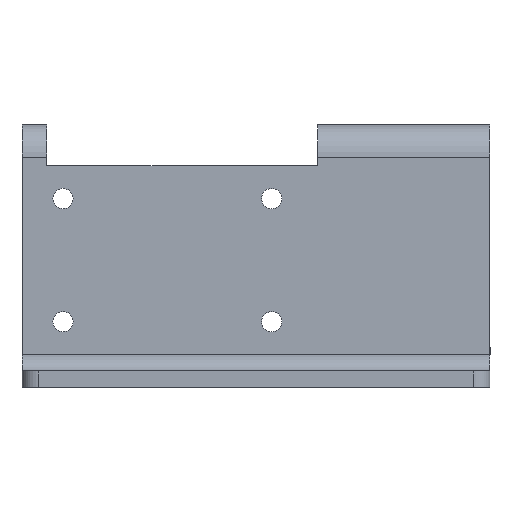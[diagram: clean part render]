
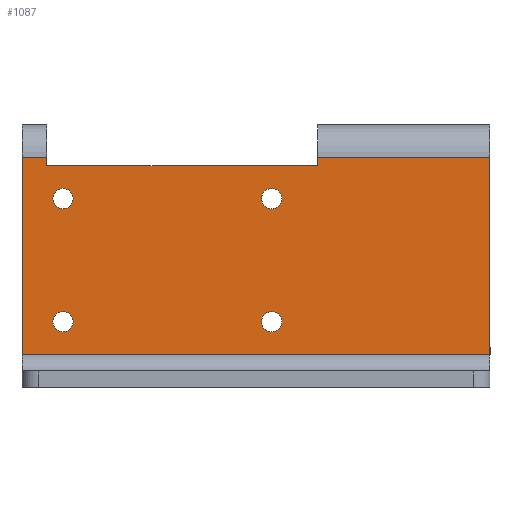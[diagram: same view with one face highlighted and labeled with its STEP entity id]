
A CAD part, left-side view. The second image highlights one B-rep face of the part: STEP entity #1087.
In plain terms, the highlighted planar face has unit normal (-1, 0, 0).
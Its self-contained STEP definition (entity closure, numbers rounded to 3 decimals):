
#21=FACE_BOUND('',#166,.T.);
#22=FACE_BOUND('',#167,.T.);
#23=FACE_BOUND('',#168,.T.);
#24=FACE_BOUND('',#169,.T.);
#47=PLANE('',#1216);
#99=FACE_OUTER_BOUND('',#165,.T.);
#165=EDGE_LOOP('',(#879,#880,#881,#882,#883,#884,#885,#886));
#166=EDGE_LOOP('',(#887));
#167=EDGE_LOOP('',(#888));
#168=EDGE_LOOP('',(#889));
#169=EDGE_LOOP('',(#890));
#260=LINE('',#1777,#360);
#266=LINE('',#1790,#366);
#268=LINE('',#1799,#368);
#276=LINE('',#1820,#376);
#277=LINE('',#1822,#377);
#278=LINE('',#1824,#378);
#279=LINE('',#1826,#379);
#280=LINE('',#1827,#380);
#360=VECTOR('',#1441,10.);
#366=VECTOR('',#1453,10.);
#368=VECTOR('',#1461,10.);
#376=VECTOR('',#1483,10.);
#377=VECTOR('',#1484,10.);
#378=VECTOR('',#1485,10.);
#379=VECTOR('',#1486,10.);
#380=VECTOR('',#1487,10.);
#431=CIRCLE('',#1181,1.23);
#433=CIRCLE('',#1184,1.23);
#435=CIRCLE('',#1187,1.23);
#437=CIRCLE('',#1190,1.23);
#511=VERTEX_POINT('',#1720);
#513=VERTEX_POINT('',#1726);
#515=VERTEX_POINT('',#1732);
#517=VERTEX_POINT('',#1738);
#530=VERTEX_POINT('',#1774);
#531=VERTEX_POINT('',#1776);
#535=VERTEX_POINT('',#1788);
#539=VERTEX_POINT('',#1797);
#545=VERTEX_POINT('',#1819);
#546=VERTEX_POINT('',#1821);
#547=VERTEX_POINT('',#1823);
#548=VERTEX_POINT('',#1825);
#623=EDGE_CURVE('',#511,#511,#431,.T.);
#626=EDGE_CURVE('',#513,#513,#433,.T.);
#629=EDGE_CURVE('',#515,#515,#435,.T.);
#632=EDGE_CURVE('',#517,#517,#437,.T.);
#651=EDGE_CURVE('',#531,#530,#260,.T.);
#658=EDGE_CURVE('',#530,#535,#266,.T.);
#662=EDGE_CURVE('',#535,#539,#268,.T.);
#674=EDGE_CURVE('',#539,#545,#276,.T.);
#675=EDGE_CURVE('',#546,#545,#277,.T.);
#676=EDGE_CURVE('',#546,#547,#278,.T.);
#677=EDGE_CURVE('',#547,#548,#279,.T.);
#678=EDGE_CURVE('',#548,#531,#280,.T.);
#879=ORIENTED_EDGE('',*,*,#651,.T.);
#880=ORIENTED_EDGE('',*,*,#658,.T.);
#881=ORIENTED_EDGE('',*,*,#662,.T.);
#882=ORIENTED_EDGE('',*,*,#674,.T.);
#883=ORIENTED_EDGE('',*,*,#675,.F.);
#884=ORIENTED_EDGE('',*,*,#676,.T.);
#885=ORIENTED_EDGE('',*,*,#677,.T.);
#886=ORIENTED_EDGE('',*,*,#678,.T.);
#887=ORIENTED_EDGE('',*,*,#623,.T.);
#888=ORIENTED_EDGE('',*,*,#626,.T.);
#889=ORIENTED_EDGE('',*,*,#629,.T.);
#890=ORIENTED_EDGE('',*,*,#632,.T.);
#1087=ADVANCED_FACE('',(#99,#21,#22,#23,#24),#47,.T.);
#1181=AXIS2_PLACEMENT_3D('',#1721,#1382,#1383);
#1184=AXIS2_PLACEMENT_3D('',#1727,#1389,#1390);
#1187=AXIS2_PLACEMENT_3D('',#1733,#1396,#1397);
#1190=AXIS2_PLACEMENT_3D('',#1739,#1403,#1404);
#1216=AXIS2_PLACEMENT_3D('',#1818,#1481,#1482);
#1382=DIRECTION('center_axis',(1.,0.,0.));
#1383=DIRECTION('ref_axis',(0.,0.,
1.));
#1389=DIRECTION('center_axis',(1.,0.,0.));
#1390=DIRECTION('ref_axis',(0.,0.,
1.));
#1396=DIRECTION('center_axis',(1.,0.,0.));
#1397=DIRECTION('ref_axis',(0.,0.,
1.));
#1403=DIRECTION('center_axis',(1.,0.,0.));
#1404=DIRECTION('ref_axis',(0.,0.,
1.));
#1441=DIRECTION('',(0.,0.,-1.));
#1453=DIRECTION('',(0.,1.,0.));
#1461=DIRECTION('',(0.,0.,1.));
#1481=DIRECTION('center_axis',(-1.,0.,0.));
#1482=DIRECTION('ref_axis',(0.,0.,1.));
#1483=DIRECTION('',(0.,1.,0.));
#1484=DIRECTION('',(0.,0.,1.));
#1485=DIRECTION('',(0.,-1.,0.));
#1486=DIRECTION('',(0.,0.,1.));
#1487=DIRECTION('',(0.,1.,0.));
#1720=CARTESIAN_POINT('',(8.45,3.6,6.771));
#1721=CARTESIAN_POINT('Origin',(8.45,3.6,8.));
#1726=CARTESIAN_POINT('',(8.45,3.6,21.771));
#1727=CARTESIAN_POINT('Origin',(8.45,3.6,23.));
#1732=CARTESIAN_POINT('',(8.45,29.,21.771));
#1733=CARTESIAN_POINT('Origin',(8.45,29.,23.));
#1738=CARTESIAN_POINT('',(8.45,29.,6.771));
#1739=CARTESIAN_POINT('Origin',(8.45,29.,8.));
#1774=CARTESIAN_POINT('',(8.45,-2.,27.));
#1776=CARTESIAN_POINT('',(8.45,-2.,28.));
#1777=CARTESIAN_POINT('',(8.45,-2.,23.869));
#1788=CARTESIAN_POINT('',(8.45,31.,27.));
#1790=CARTESIAN_POINT('',(8.45,10.,27.));
#1797=CARTESIAN_POINT('',(8.45,31.,28.));
#1799=CARTESIAN_POINT('',(8.45,31.,23.869));
#1818=CARTESIAN_POINT('Origin',(8.45,5.5,15.738));
#1819=CARTESIAN_POINT('',(8.45,34.,28.));
#1820=CARTESIAN_POINT('',(8.45,-8.75,28.));
#1821=CARTESIAN_POINT('',(8.45,34.,4.));
#1822=CARTESIAN_POINT('',(8.45,34.,-0.524));
#1823=CARTESIAN_POINT('',(8.45,-23.,4.));
#1824=CARTESIAN_POINT('',(8.45,5.5,4.));
#1825=CARTESIAN_POINT('',(8.45,-23.,28.));
#1826=CARTESIAN_POINT('',(8.45,-23.,-0.524));
#1827=CARTESIAN_POINT('',(8.45,-8.75,28.));
